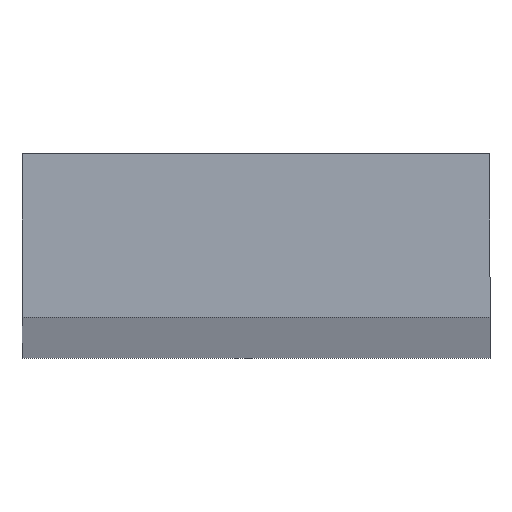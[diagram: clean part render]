
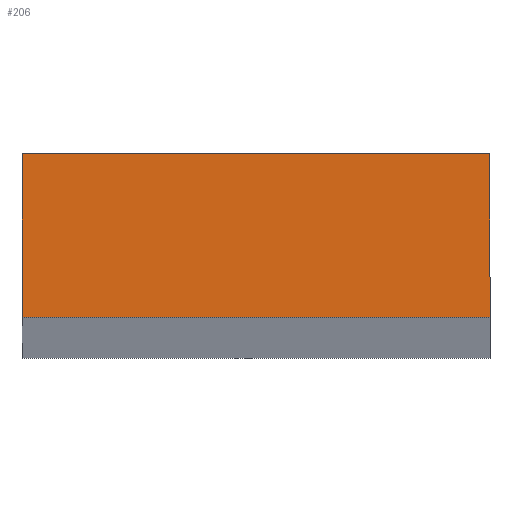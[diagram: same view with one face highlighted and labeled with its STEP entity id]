
A CAD part, top view. The second image highlights one B-rep face of the part: STEP entity #206.
In plain terms, the highlighted planar face has unit normal (0, 0, 1).
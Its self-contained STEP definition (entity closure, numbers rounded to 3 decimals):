
#3 = VECTOR ( 'NONE', #99, 1000. ) ;
#4 = VECTOR ( 'NONE', #92, 1000. ) ;
#7 = VECTOR ( 'NONE', #96, 1000. ) ;
#13 = FACE_OUTER_BOUND ( 'NONE', #45, .T. ) ;
#30 = VECTOR ( 'NONE', #102, 1000. ) ;
#40 = AXIS2_PLACEMENT_3D ( 'NONE', #106, #107, #108 ) ;
#45 = EDGE_LOOP ( 'NONE', ( #66, #67, #50, #68 ) ) ;
#50 = ORIENTED_EDGE ( 'NONE', *, *, #201, .T. ) ;
#66 = ORIENTED_EDGE ( 'NONE', *, *, #199, .T. ) ;
#67 = ORIENTED_EDGE ( 'NONE', *, *, #198, .T. ) ;
#68 = ORIENTED_EDGE ( 'NONE', *, *, #200, .T. ) ;
#74 = VERTEX_POINT ( 'NONE', #82 ) ;
#75 = VERTEX_POINT ( 'NONE', #83 ) ;
#80 = VERTEX_POINT ( 'NONE', #88 ) ;
#81 = VERTEX_POINT ( 'NONE', #89 ) ;
#82 = CARTESIAN_POINT ( 'NONE',  ( 10., 3.5, 500. ) ) ;
#83 = CARTESIAN_POINT ( 'NONE',  ( 10., -3.5, 500. ) ) ;
#88 = CARTESIAN_POINT ( 'NONE',  ( -10., -3.5, 500. ) ) ;
#89 = CARTESIAN_POINT ( 'NONE',  ( -10., 3.5, 500. ) ) ;
#90 = LINE ( 'NONE', #91, #4 ) ;
#91 = CARTESIAN_POINT ( 'NONE',  ( -10., -3.5, 500. ) ) ;
#92 = DIRECTION ( 'NONE',  ( 1., 0., 0. ) ) ;
#93 = PLANE ( 'NONE',  #40 ) ;
#94 = LINE ( 'NONE', #95, #7 ) ;
#95 = CARTESIAN_POINT ( 'NONE',  ( -10., 3.5, 500. ) ) ;
#96 = DIRECTION ( 'NONE',  ( 0., -1., 0. ) ) ;
#97 = LINE ( 'NONE', #98, #3 ) ;
#98 = CARTESIAN_POINT ( 'NONE',  ( -10., 3.5, 500. ) ) ;
#99 = DIRECTION ( 'NONE',  ( -1., 0., 0. ) ) ;
#100 = LINE ( 'NONE', #101, #30 ) ;
#101 = CARTESIAN_POINT ( 'NONE',  ( 10., 3.5, 500. ) ) ;
#102 = DIRECTION ( 'NONE',  ( 0., 1., 0. ) ) ;
#106 = CARTESIAN_POINT ( 'NONE',  ( 0., 0., 500. ) ) ;
#107 = DIRECTION ( 'NONE',  ( 0., 0., 1. ) ) ;
#108 = DIRECTION ( 'NONE',  ( 1., 0., 0. ) ) ;
#198 = EDGE_CURVE ( 'NONE', #80, #75, #90, .T. ) ;
#199 = EDGE_CURVE ( 'NONE', #81, #80, #94, .T. ) ;
#200 = EDGE_CURVE ( 'NONE', #74, #81, #97, .T. ) ;
#201 = EDGE_CURVE ( 'NONE', #75, #74, #100, .T. ) ;
#206 = ADVANCED_FACE ( 'NONE', ( #13 ), #93, .T. ) ;
